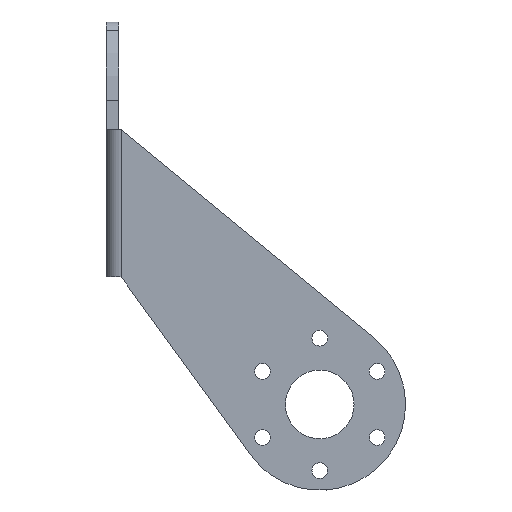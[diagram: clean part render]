
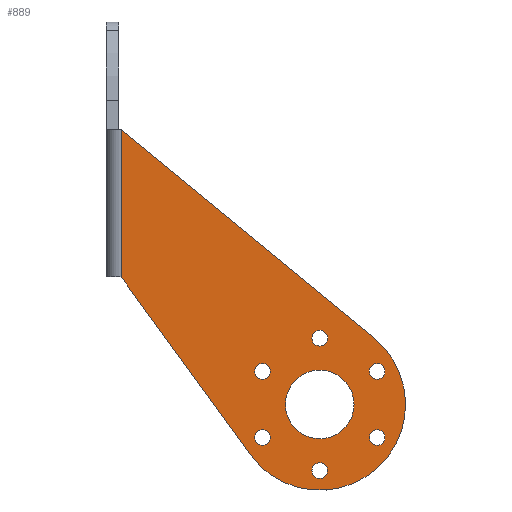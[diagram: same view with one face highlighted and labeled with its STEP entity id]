
A CAD part, left-side view. The second image highlights one B-rep face of the part: STEP entity #889.
In plain terms, the highlighted planar face has unit normal (-1, 0, 0).
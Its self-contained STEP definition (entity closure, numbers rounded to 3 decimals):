
#34=FACE_BOUND('',#173,.T.);
#35=FACE_BOUND('',#174,.T.);
#36=FACE_BOUND('',#175,.T.);
#37=FACE_BOUND('',#176,.T.);
#38=FACE_BOUND('',#177,.T.);
#39=FACE_BOUND('',#178,.T.);
#40=FACE_BOUND('',#179,.T.);
#65=PLANE('',#1008);
#108=FACE_OUTER_BOUND('',#172,.T.);
#172=EDGE_LOOP('',(#772,#773,#774,#775));
#173=EDGE_LOOP('',(#776));
#174=EDGE_LOOP('',(#777));
#175=EDGE_LOOP('',(#778));
#176=EDGE_LOOP('',(#779));
#177=EDGE_LOOP('',(#780));
#178=EDGE_LOOP('',(#781));
#179=EDGE_LOOP('',(#782));
#224=LINE('',#1429,#285);
#232=LINE('',#1453,#293);
#253=LINE('',#1523,#314);
#285=VECTOR('',#1171,10.);
#293=VECTOR('',#1195,10.);
#314=VECTOR('',#1274,10.);
#321=CIRCLE('',#913,7.);
#325=CIRCLE('',#919,1.6);
#329=CIRCLE('',#925,1.6);
#333=CIRCLE('',#931,1.6);
#337=CIRCLE('',#937,1.6);
#341=CIRCLE('',#943,1.6);
#345=CIRCLE('',#949,1.6);
#363=CIRCLE('',#977,17.5);
#381=VERTEX_POINT('',#1296);
#385=VERTEX_POINT('',#1308);
#389=VERTEX_POINT('',#1320);
#393=VERTEX_POINT('',#1332);
#397=VERTEX_POINT('',#1344);
#401=VERTEX_POINT('',#1356);
#405=VERTEX_POINT('',#1368);
#418=VERTEX_POINT('',#1405);
#427=VERTEX_POINT('',#1427);
#431=VERTEX_POINT('',#1439);
#435=VERTEX_POINT('',#1451);
#461=EDGE_CURVE('',#381,#381,#321,.T.);
#467=EDGE_CURVE('',#385,#385,#325,.T.);
#473=EDGE_CURVE('',#389,#389,#329,.T.);
#479=EDGE_CURVE('',#393,#393,#333,.T.);
#485=EDGE_CURVE('',#397,#397,#337,.T.);
#491=EDGE_CURVE('',#401,#401,#341,.T.);
#497=EDGE_CURVE('',#405,#405,#345,.T.);
#526=EDGE_CURVE('',#418,#427,#224,.T.);
#532=EDGE_CURVE('',#427,#431,#363,.T.);
#538=EDGE_CURVE('',#431,#435,#232,.T.);
#573=EDGE_CURVE('',#418,#435,#253,.T.);
#772=ORIENTED_EDGE('',*,*,#538,.T.);
#773=ORIENTED_EDGE('',*,*,#573,.F.);
#774=ORIENTED_EDGE('',*,*,#526,.T.);
#775=ORIENTED_EDGE('',*,*,#532,.T.);
#776=ORIENTED_EDGE('',*,*,#461,.T.);
#777=ORIENTED_EDGE('',*,*,#467,.T.);
#778=ORIENTED_EDGE('',*,*,#473,.T.);
#779=ORIENTED_EDGE('',*,*,#479,.T.);
#780=ORIENTED_EDGE('',*,*,#485,.T.);
#781=ORIENTED_EDGE('',*,*,#491,.T.);
#782=ORIENTED_EDGE('',*,*,#497,.T.);
#889=ADVANCED_FACE('',(#108,#34,#35,#36,#37,#38,#39,#40),#65,.T.);
#913=AXIS2_PLACEMENT_3D('',#1298,#1027,#1028);
#919=AXIS2_PLACEMENT_3D('',#1310,#1041,#1042);
#925=AXIS2_PLACEMENT_3D('',#1322,#1055,#1056);
#931=AXIS2_PLACEMENT_3D('',#1334,#1069,#1070);
#937=AXIS2_PLACEMENT_3D('',#1346,#1083,#1084);
#943=AXIS2_PLACEMENT_3D('',#1358,#1097,#1098);
#949=AXIS2_PLACEMENT_3D('',#1370,#1111,#1112);
#977=AXIS2_PLACEMENT_3D('',#1441,#1184,#1185);
#1008=AXIS2_PLACEMENT_3D('',#1522,#1272,#1273);
#1027=DIRECTION('center_axis',(1.,0.,0.));
#1028=DIRECTION('ref_axis',(0.,0.,-1.));
#1041=DIRECTION('center_axis',(1.,0.,0.));
#1042=DIRECTION('ref_axis',(0.,1.,0.));
#1055=DIRECTION('center_axis',(1.,0.,0.));
#1056=DIRECTION('ref_axis',(0.,1.,0.));
#1069=DIRECTION('center_axis',(1.,0.,0.));
#1070=DIRECTION('ref_axis',(0.,1.,0.));
#1083=DIRECTION('center_axis',(1.,0.,0.));
#1084=DIRECTION('ref_axis',(0.,1.,0.));
#1097=DIRECTION('center_axis',(1.,0.,0.));
#1098=DIRECTION('ref_axis',(0.,1.,0.));
#1111=DIRECTION('center_axis',(1.,0.,0.));
#1112=DIRECTION('ref_axis',(0.,1.,0.));
#1171=DIRECTION('',(0.,-0.587,-0.809));
#1184=DIRECTION('center_axis',(-1.,0.,0.));
#1185=DIRECTION('ref_axis',(0.,0.,-1.));
#1195=DIRECTION('',(0.,0.772,0.635));
#1272=DIRECTION('center_axis',(-1.,0.,0.));
#1273=DIRECTION('ref_axis',(0.,-1.,0.));
#1274=DIRECTION('',(0.,0.,1.));
#1296=CARTESIAN_POINT('',(-35.5,-41.,24.5));
#1298=CARTESIAN_POINT('Origin',(-35.5,-41.,17.5));
#1308=CARTESIAN_POINT('',(-35.5,-54.291,24.25));
#1310=CARTESIAN_POINT('Origin',(-35.5,-52.691,24.25));
#1320=CARTESIAN_POINT('',(-35.5,-42.6,4.));
#1322=CARTESIAN_POINT('Origin',(-35.5,-41.,4.));
#1332=CARTESIAN_POINT('',(-35.5,-30.909,24.25));
#1334=CARTESIAN_POINT('Origin',(-35.5,-29.309,24.25));
#1344=CARTESIAN_POINT('',(-35.5,-30.909,10.75));
#1346=CARTESIAN_POINT('Origin',(-35.5,-29.309,10.75));
#1356=CARTESIAN_POINT('',(-35.5,-54.291,10.75));
#1358=CARTESIAN_POINT('Origin',(-35.5,-52.691,10.75));
#1368=CARTESIAN_POINT('',(-35.5,-42.6,31.));
#1370=CARTESIAN_POINT('Origin',(-35.5,-41.,31.));
#1405=CARTESIAN_POINT('',(-35.5,-0.5,43.5));
#1427=CARTESIAN_POINT('',(-35.5,-26.838,7.219));
#1429=CARTESIAN_POINT('',(-35.5,-23.923,11.235));
#1439=CARTESIAN_POINT('',(-35.5,-52.121,31.012));
#1441=CARTESIAN_POINT('Origin',(-35.5,-41.,17.5));
#1451=CARTESIAN_POINT('',(-35.5,-0.5,73.5));
#1453=CARTESIAN_POINT('',(-35.5,-18.383,58.781));
#1522=CARTESIAN_POINT('Origin',(-35.5,0.,0.));
#1523=CARTESIAN_POINT('',(-35.5,-0.5,0.));
